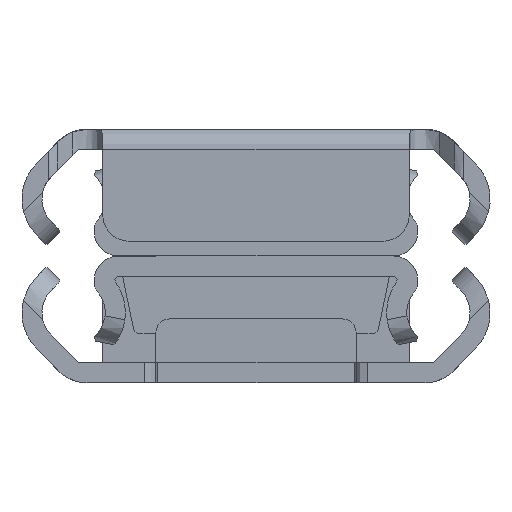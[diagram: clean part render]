
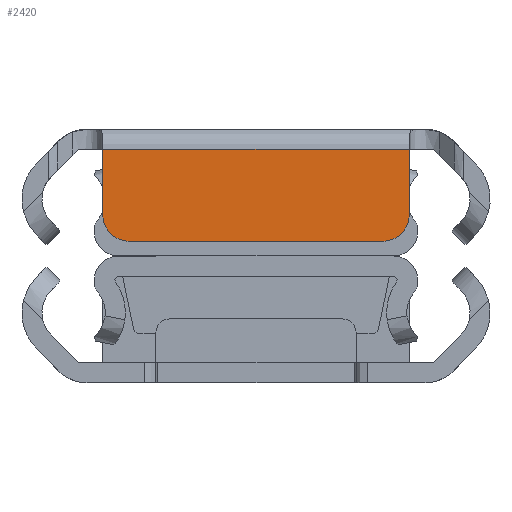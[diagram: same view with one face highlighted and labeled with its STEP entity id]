
A CAD part, left-side view. The second image highlights one B-rep face of the part: STEP entity #2420.
In plain terms, the highlighted face is planar.
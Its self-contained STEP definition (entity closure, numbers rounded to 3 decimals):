
#25 = LINE ( 'NONE', #3299, #656 ) ;
#47 = CARTESIAN_POINT ( 'NONE',  ( 6.9, 9.5, -711.2 ) ) ;
#194 = DIRECTION ( 'NONE',  ( -1., 0., 0. ) ) ;
#205 = CARTESIAN_POINT ( 'NONE',  ( 1.5, 12.665, -711.2 ) ) ;
#534 = VERTEX_POINT ( 'NONE', #4365 ) ;
#575 = ORIENTED_EDGE ( 'NONE', *, *, #4506, .F. ) ;
#578 = CARTESIAN_POINT ( 'NONE',  ( 0., -11.5, -711.2 ) ) ;
#656 = VECTOR ( 'NONE', #4027, 1000. ) ;
#760 = VERTEX_POINT ( 'NONE', #578 ) ;
#835 = CARTESIAN_POINT ( 'NONE',  ( 0., 11.5, -711.2 ) ) ;
#933 = ORIENTED_EDGE ( 'NONE', *, *, #2311, .F. ) ;
#950 = VECTOR ( 'NONE', #4862, 1000. ) ;
#987 = FACE_OUTER_BOUND ( 'NONE', #2310, .T. ) ;
#1058 = AXIS2_PLACEMENT_3D ( 'NONE', #205, #3420, #2232 ) ;
#1064 = VECTOR ( 'NONE', #1393, 1000. ) ;
#1084 = EDGE_CURVE ( 'NONE', #4921, #760, #1317, .T. ) ;
#1158 = EDGE_CURVE ( 'NONE', #2750, #534, #3742, .T. ) ;
#1289 = AXIS2_PLACEMENT_3D ( 'NONE', #4790, #3242, #4440 ) ;
#1317 = LINE ( 'NONE', #1607, #5140 ) ;
#1341 = CARTESIAN_POINT ( 'NONE',  ( 4.9, 9.5, -711.2 ) ) ;
#1363 = DIRECTION ( 'NONE',  ( 0., 0., 1. ) ) ;
#1393 = DIRECTION ( 'NONE',  ( 1., 0., 0. ) ) ;
#1415 = VERTEX_POINT ( 'NONE', #47 ) ;
#1607 = CARTESIAN_POINT ( 'NONE',  ( -2.5, -11.5, -711.2 ) ) ;
#1781 = CARTESIAN_POINT ( 'NONE',  ( -2.5, 11.5, -711.2 ) ) ;
#2047 = VERTEX_POINT ( 'NONE', #4601 ) ;
#2232 = DIRECTION ( 'NONE',  ( 1., 0., 0. ) ) ;
#2269 = ORIENTED_EDGE ( 'NONE', *, *, #2739, .F. ) ;
#2310 = EDGE_LOOP ( 'NONE', ( #4702, #2768, #575, #933, #2269, #4512 ) ) ;
#2311 = EDGE_CURVE ( 'NONE', #2047, #1415, #25, .T. ) ;
#2406 = CARTESIAN_POINT ( 'NONE',  ( 0., 0., -711.2 ) ) ;
#2420 = ADVANCED_FACE ( 'NONE', ( #987 ), #2589, .F. ) ;
#2589 = PLANE ( 'NONE',  #1058 ) ;
#2739 = EDGE_CURVE ( 'NONE', #4921, #2047, #3600, .T. ) ;
#2750 = VERTEX_POINT ( 'NONE', #835 ) ;
#2767 = EDGE_CURVE ( 'NONE', #2750, #760, #3670, .T. ) ;
#2768 = ORIENTED_EDGE ( 'NONE', *, *, #1158, .T. ) ;
#3236 = DIRECTION ( 'NONE',  ( -1., 0., 0. ) ) ;
#3242 = DIRECTION ( 'NONE',  ( 0., 0., 1. ) ) ;
#3299 = CARTESIAN_POINT ( 'NONE',  ( 6.9, 0., -711.2 ) ) ;
#3420 = DIRECTION ( 'NONE',  ( 0., 0., 1. ) ) ;
#3600 = CIRCLE ( 'NONE', #1289, 2. ) ;
#3670 = LINE ( 'NONE', #2406, #950 ) ;
#3742 = LINE ( 'NONE', #1781, #1064 ) ;
#3943 = AXIS2_PLACEMENT_3D ( 'NONE', #1341, #1363, #194 ) ;
#4027 = DIRECTION ( 'NONE',  ( 0., 1., 0. ) ) ;
#4357 = CIRCLE ( 'NONE', #3943, 2. ) ;
#4365 = CARTESIAN_POINT ( 'NONE',  ( 4.9, 11.5, -711.2 ) ) ;
#4440 = DIRECTION ( 'NONE',  ( 1., 0., 0. ) ) ;
#4506 = EDGE_CURVE ( 'NONE', #1415, #534, #4357, .T. ) ;
#4512 = ORIENTED_EDGE ( 'NONE', *, *, #1084, .T. ) ;
#4601 = CARTESIAN_POINT ( 'NONE',  ( 6.9, -9.5, -711.2 ) ) ;
#4702 = ORIENTED_EDGE ( 'NONE', *, *, #2767, .F. ) ;
#4790 = CARTESIAN_POINT ( 'NONE',  ( 4.9, -9.5, -711.2 ) ) ;
#4862 = DIRECTION ( 'NONE',  ( 0., -1., 0. ) ) ;
#4921 = VERTEX_POINT ( 'NONE', #4928 ) ;
#4928 = CARTESIAN_POINT ( 'NONE',  ( 4.9, -11.5, -711.2 ) ) ;
#5140 = VECTOR ( 'NONE', #3236, 1000. ) ;
